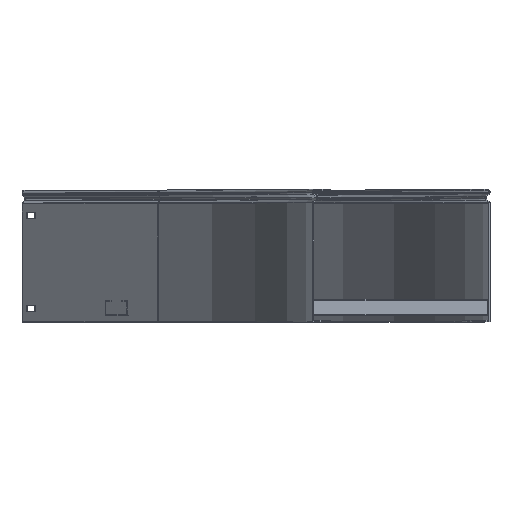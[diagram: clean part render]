
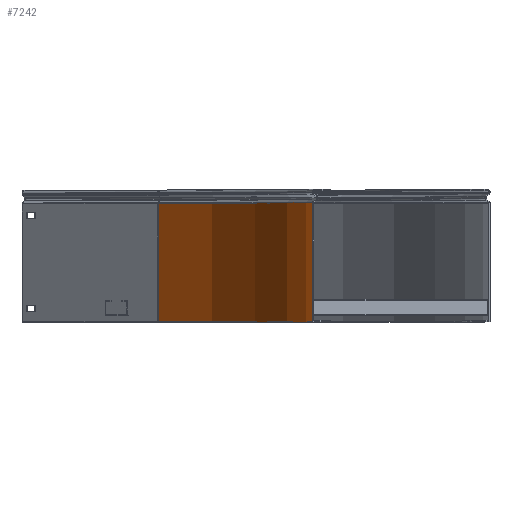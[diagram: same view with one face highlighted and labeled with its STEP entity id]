
A CAD part, top view. The second image highlights one B-rep face of the part: STEP entity #7242.
In plain terms, the highlighted cylindrical face has radius 600 mm (diameter 1200 mm), a partial arc.
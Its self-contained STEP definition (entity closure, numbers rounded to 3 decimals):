
#188 = ORIENTED_EDGE ( 'NONE', *, *, #5120, .F. ) ;
#272 = DIRECTION ( 'NONE',  ( 0., 0., 1. ) ) ;
#274 = VERTEX_POINT ( 'NONE', #3934 ) ;
#786 = VERTEX_POINT ( 'NONE', #4484 ) ;
#1193 = LINE ( 'NONE', #3144, #5786 ) ;
#1258 = LINE ( 'NONE', #6807, #4814 ) ;
#1271 = ORIENTED_EDGE ( 'NONE', *, *, #2993, .T. ) ;
#1565 = AXIS2_PLACEMENT_3D ( 'NONE', #3714, #4259, #5375 ) ;
#2316 = ORIENTED_EDGE ( 'NONE', *, *, #3007, .T. ) ;
#2993 = EDGE_CURVE ( 'NONE', #5032, #6284, #1193, .T. ) ;
#3007 = EDGE_CURVE ( 'NONE', #274, #5032, #7258, .T. ) ;
#3144 = CARTESIAN_POINT ( 'NONE',  ( 600., 2.2, 0. ) ) ;
#3441 = ORIENTED_EDGE ( 'NONE', *, *, #7570, .T. ) ;
#3461 = AXIS2_PLACEMENT_3D ( 'NONE', #4199, #5362, #5956 ) ;
#3714 = CARTESIAN_POINT ( 'NONE',  ( 0., 0., 0. ) ) ;
#3934 = CARTESIAN_POINT ( 'NONE',  ( 424.264, 0., -424.264 ) ) ;
#4199 = CARTESIAN_POINT ( 'NONE',  ( 0., 135.525, 0. ) ) ;
#4259 = DIRECTION ( 'NONE',  ( 0., -1., 0. ) ) ;
#4484 = CARTESIAN_POINT ( 'NONE',  ( 424.264, 135.525, -424.264 ) ) ;
#4803 = CYLINDRICAL_SURFACE ( 'NONE', #5950, 600. ) ;
#4814 = VECTOR ( 'NONE', #5567, 1000. ) ;
#5032 = VERTEX_POINT ( 'NONE', #6657 ) ;
#5120 = EDGE_CURVE ( 'NONE', #274, #786, #1258, .T. ) ;
#5163 = DIRECTION ( 'NONE',  ( 0., 1., 0. ) ) ;
#5362 = DIRECTION ( 'NONE',  ( 0., 1., 0. ) ) ;
#5375 = DIRECTION ( 'NONE',  ( 1., 0., 0. ) ) ;
#5567 = DIRECTION ( 'NONE',  ( 0., 1., 0. ) ) ;
#5786 = VECTOR ( 'NONE', #7129, 1000. ) ;
#5950 = AXIS2_PLACEMENT_3D ( 'NONE', #6935, #5163, #272 ) ;
#5956 = DIRECTION ( 'NONE',  ( 0., 0., 1. ) ) ;
#6165 = CARTESIAN_POINT ( 'NONE',  ( 600., 135.525, 0. ) ) ;
#6284 = VERTEX_POINT ( 'NONE', #6165 ) ;
#6297 = CIRCLE ( 'NONE', #3461, 600. ) ;
#6400 = FACE_OUTER_BOUND ( 'NONE', #7747, .T. ) ;
#6657 = CARTESIAN_POINT ( 'NONE',  ( 600., 0., 0. ) ) ;
#6807 = CARTESIAN_POINT ( 'NONE',  ( 424.264, 2.2, -424.264 ) ) ;
#6935 = CARTESIAN_POINT ( 'NONE',  ( 0., 0., 0. ) ) ;
#7129 = DIRECTION ( 'NONE',  ( 0., 1., 0. ) ) ;
#7242 = ADVANCED_FACE ( 'NONE', ( #6400 ), #4803, .F. ) ;
#7258 = CIRCLE ( 'NONE', #1565, 600. ) ;
#7570 = EDGE_CURVE ( 'NONE', #6284, #786, #6297, .T. ) ;
#7747 = EDGE_LOOP ( 'NONE', ( #1271, #3441, #188, #2316 ) ) ;
